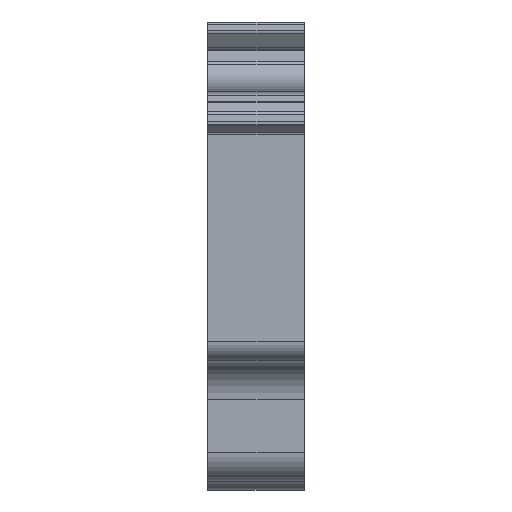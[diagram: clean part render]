
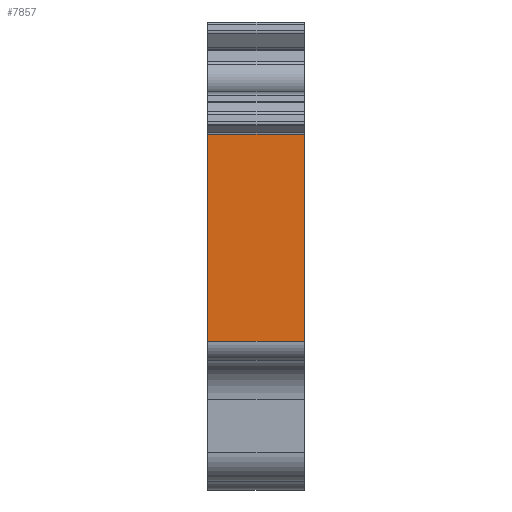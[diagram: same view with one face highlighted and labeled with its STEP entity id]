
A CAD part, left-side view. The second image highlights one B-rep face of the part: STEP entity #7857.
In plain terms, the highlighted face is planar.
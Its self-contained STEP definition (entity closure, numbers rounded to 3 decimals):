
#86 = ORIENTED_EDGE ( 'NONE', *, *, #4347, .F. ) ;
#343 = CARTESIAN_POINT ( 'NONE',  ( 10., 18.373, 29.297 ) ) ;
#434 = EDGE_LOOP ( 'NONE', ( #3475, #86, #3560, #6504 ) ) ;
#628 = CARTESIAN_POINT ( 'NONE',  ( 0.05, 18.373, 29.297 ) ) ;
#635 = LINE ( 'NONE', #4817, #5852 ) ;
#1401 = LINE ( 'NONE', #7393, #2494 ) ;
#1752 = EDGE_CURVE ( 'NONE', #8696, #5576, #1401, .T. ) ;
#2448 = DIRECTION ( 'NONE',  ( 1., 0., 0. ) ) ;
#2494 = VECTOR ( 'NONE', #6647, 1000. ) ;
#2811 = DIRECTION ( 'NONE',  ( 0., 0., -1. ) ) ;
#3283 = CARTESIAN_POINT ( 'NONE',  ( 0., 18.373, 29.297 ) ) ;
#3383 = VERTEX_POINT ( 'NONE', #343 ) ;
#3475 = ORIENTED_EDGE ( 'NONE', *, *, #4264, .T. ) ;
#3526 = DIRECTION ( 'NONE',  ( 0., 0., 1. ) ) ;
#3560 = ORIENTED_EDGE ( 'NONE', *, *, #1752, .F. ) ;
#3776 = LINE ( 'NONE', #4385, #6162 ) ;
#3940 = LINE ( 'NONE', #8016, #4272 ) ;
#4264 = EDGE_CURVE ( 'NONE', #3383, #6343, #635, .T. ) ;
#4272 = VECTOR ( 'NONE', #2448, 1000. ) ;
#4347 = EDGE_CURVE ( 'NONE', #5576, #6343, #3776, .T. ) ;
#4385 = CARTESIAN_POINT ( 'NONE',  ( 0.05, 18.373, 7.843 ) ) ;
#4817 = CARTESIAN_POINT ( 'NONE',  ( 10., 18.373, 29.297 ) ) ;
#4990 = PLANE ( 'NONE',  #8331 ) ;
#5576 = VERTEX_POINT ( 'NONE', #6727 ) ;
#5852 = VECTOR ( 'NONE', #2811, 1000. ) ;
#6162 = VECTOR ( 'NONE', #6606, 1000. ) ;
#6273 = FACE_OUTER_BOUND ( 'NONE', #434, .T. ) ;
#6343 = VERTEX_POINT ( 'NONE', #8754 ) ;
#6504 = ORIENTED_EDGE ( 'NONE', *, *, #7357, .T. ) ;
#6606 = DIRECTION ( 'NONE',  ( 1., 0., 0. ) ) ;
#6647 = DIRECTION ( 'NONE',  ( 0., 0., -1. ) ) ;
#6727 = CARTESIAN_POINT ( 'NONE',  ( 0., 18.373, 7.843 ) ) ;
#7357 = EDGE_CURVE ( 'NONE', #8696, #3383, #3940, .T. ) ;
#7393 = CARTESIAN_POINT ( 'NONE',  ( 0., 18.373, 29.297 ) ) ;
#7857 = ADVANCED_FACE ( 'NONE', ( #6273 ), #4990, .F. ) ;
#8016 = CARTESIAN_POINT ( 'NONE',  ( 0.05, 18.373, 29.297 ) ) ;
#8331 = AXIS2_PLACEMENT_3D ( 'NONE', #628, #9128, #3526 ) ;
#8696 = VERTEX_POINT ( 'NONE', #3283 ) ;
#8754 = CARTESIAN_POINT ( 'NONE',  ( 10., 18.373, 7.843 ) ) ;
#9128 = DIRECTION ( 'NONE',  ( 0., -1., 0. ) ) ;
